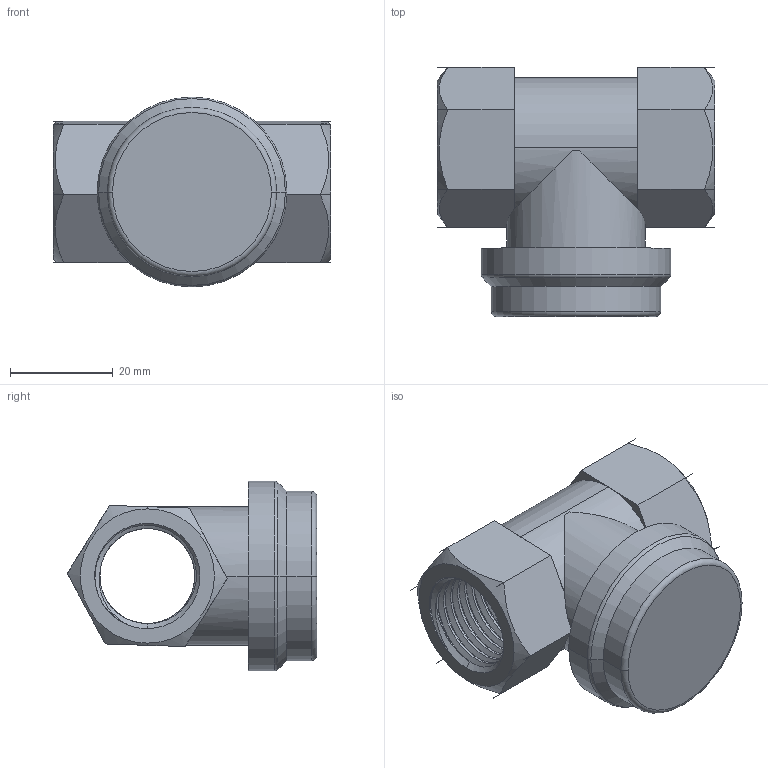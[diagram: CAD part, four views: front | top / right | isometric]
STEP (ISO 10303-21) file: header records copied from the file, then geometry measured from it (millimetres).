
FILE_DESCRIPTION (( 'STEP AP203' ), '1' );
FILE_NAME ('VT.388.STEP', '2018-05-29T05:28:46', ( 'User' ), ( '' ), 'SwSTEP 2.0', 'SolidWorks 2017', '' );
FILE_SCHEMA (( 'CONFIG_CONTROL_DESIGN' ));
Length unit declared in the file: millimetre
Products named in the file (1): VT.388
Bounding box: 54 x 48.58 x 37 mm (x, y, z)
Volume: 28187.1 mm3; surface area: 14411.2 mm2
Topology: 1 solids, 1 shells, 198 faces, 561 edges, 366 vertices
Faces by surface type: cylinder 103, plane 57, bspline 22, cone 12, torus 4
Entity records: 17006 total; most frequent: CARTESIAN_POINT 12544, ORIENTED_EDGE 1122, DIRECTION 723, EDGE_CURVE 561, VERTEX_POINT 366, AXIS2_PLACEMENT_3D 263, EDGE_LOOP 201, ADVANCED_FACE 198
